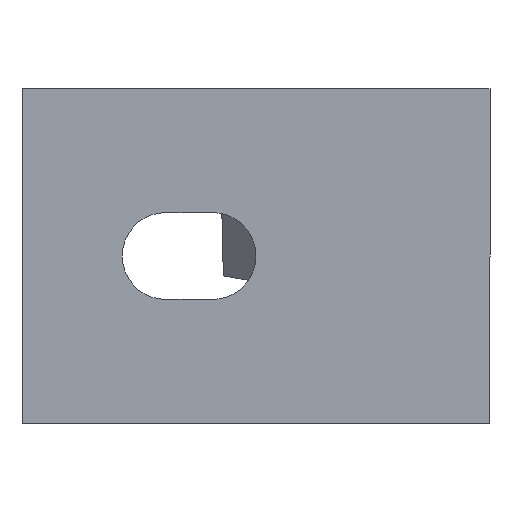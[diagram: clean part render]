
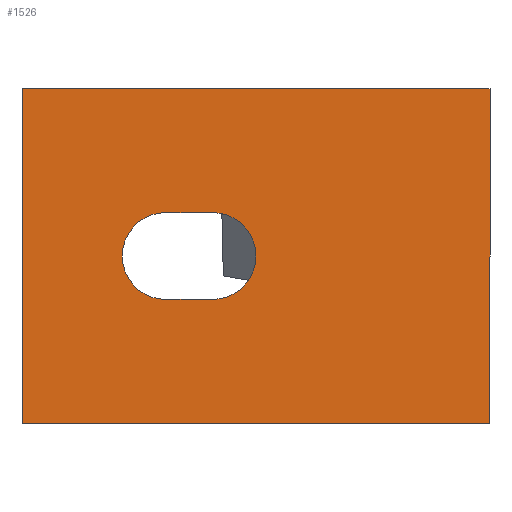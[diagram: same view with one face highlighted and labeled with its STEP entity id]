
A CAD part, left-side view. The second image highlights one B-rep face of the part: STEP entity #1526.
In plain terms, the highlighted face is planar.
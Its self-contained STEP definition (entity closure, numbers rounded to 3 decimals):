
#8 = VERTEX_POINT ( 'NONE', #222 ) ;
#17 = ORIENTED_EDGE ( 'NONE', *, *, #841, .F. ) ;
#53 = VERTEX_POINT ( 'NONE', #124 ) ;
#56 = ORIENTED_EDGE ( 'NONE', *, *, #1314, .F. ) ;
#69 = AXIS2_PLACEMENT_3D ( 'NONE', #500, #1678, #1505 ) ;
#90 = DIRECTION ( 'NONE',  ( 0., -1., 0. ) ) ;
#124 = CARTESIAN_POINT ( 'NONE',  ( 6.5, 0., 0. ) ) ;
#143 = DIRECTION ( 'NONE',  ( 0., 0., 1. ) ) ;
#170 = VECTOR ( 'NONE', #642, 1000. ) ;
#205 = DIRECTION ( 'NONE',  ( 0., -1., 0. ) ) ;
#206 = VECTOR ( 'NONE', #90, 1000. ) ;
#222 = CARTESIAN_POINT ( 'NONE',  ( 25., -48.5, 0. ) ) ;
#223 = DIRECTION ( 'NONE',  ( 1., 0., 0. ) ) ;
#228 = VERTEX_POINT ( 'NONE', #1062 ) ;
#251 = LINE ( 'NONE', #1351, #1398 ) ;
#260 = VECTOR ( 'NONE', #1754, 1000. ) ;
#263 = EDGE_LOOP ( 'NONE', ( #1144, #1401, #582, #600 ) ) ;
#264 = DIRECTION ( 'NONE',  ( 1., 0., 0. ) ) ;
#297 = ORIENTED_EDGE ( 'NONE', *, *, #587, .F. ) ;
#350 = CARTESIAN_POINT ( 'NONE',  ( 25., 21.5, 0. ) ) ;
#355 = EDGE_LOOP ( 'NONE', ( #17, #297, #736, #56 ) ) ;
#463 = LINE ( 'NONE', #1760, #206 ) ;
#487 = CARTESIAN_POINT ( 'NONE',  ( -25., -48.5, 0. ) ) ;
#492 = DIRECTION ( 'NONE',  ( -1., 0., 0. ) ) ;
#498 = CARTESIAN_POINT ( 'NONE',  ( 6.5, 0., 0. ) ) ;
#500 = CARTESIAN_POINT ( 'NONE',  ( 0., 0., 0. ) ) ;
#564 = CARTESIAN_POINT ( 'NONE',  ( -25., -48.5, 0. ) ) ;
#569 = CARTESIAN_POINT ( 'NONE',  ( 6.5, -7., 0. ) ) ;
#582 = ORIENTED_EDGE ( 'NONE', *, *, #1068, .T. ) ;
#587 = EDGE_CURVE ( 'NONE', #976, #725, #251, .T. ) ;
#598 = EDGE_CURVE ( 'NONE', #1592, #53, #1785, .T. ) ;
#600 = ORIENTED_EDGE ( 'NONE', *, *, #598, .T. ) ;
#642 = DIRECTION ( 'NONE',  ( 0., 1., 0. ) ) ;
#719 = FACE_OUTER_BOUND ( 'NONE', #355, .T. ) ;
#722 = VERTEX_POINT ( 'NONE', #1268 ) ;
#725 = VERTEX_POINT ( 'NONE', #1148 ) ;
#736 = ORIENTED_EDGE ( 'NONE', *, *, #1626, .F. ) ;
#796 = CARTESIAN_POINT ( 'NONE',  ( 25., 21.5, 0. ) ) ;
#833 = PLANE ( 'NONE',  #1426 ) ;
#841 = EDGE_CURVE ( 'NONE', #725, #1140, #1311, .T. ) ;
#853 = VECTOR ( 'NONE', #205, 1000. ) ;
#896 = CIRCLE ( 'NONE', #949, 6.5 ) ;
#945 = CARTESIAN_POINT ( 'NONE',  ( 0., -7., 0. ) ) ;
#949 = AXIS2_PLACEMENT_3D ( 'NONE', #945, #1524, #264 ) ;
#976 = VERTEX_POINT ( 'NONE', #796 ) ;
#1062 = CARTESIAN_POINT ( 'NONE',  ( -6.5, 0., 0. ) ) ;
#1068 = EDGE_CURVE ( 'NONE', #722, #1592, #896, .T. ) ;
#1140 = VERTEX_POINT ( 'NONE', #564 ) ;
#1144 = ORIENTED_EDGE ( 'NONE', *, *, #1454, .T. ) ;
#1148 = CARTESIAN_POINT ( 'NONE',  ( -25., 21.5, 0. ) ) ;
#1242 = FACE_BOUND ( 'NONE', #263, .T. ) ;
#1262 = DIRECTION ( 'NONE',  ( 1., 0., 0. ) ) ;
#1268 = CARTESIAN_POINT ( 'NONE',  ( -6.5, -7., 0. ) ) ;
#1271 = CIRCLE ( 'NONE', #69, 6.5 ) ;
#1311 = LINE ( 'NONE', #1499, #853 ) ;
#1314 = EDGE_CURVE ( 'NONE', #1140, #8, #1496, .T. ) ;
#1351 = CARTESIAN_POINT ( 'NONE',  ( -25., 21.5, 0. ) ) ;
#1369 = VECTOR ( 'NONE', #223, 1000. ) ;
#1398 = VECTOR ( 'NONE', #492, 1000. ) ;
#1401 = ORIENTED_EDGE ( 'NONE', *, *, #1725, .T. ) ;
#1426 = AXIS2_PLACEMENT_3D ( 'NONE', #1594, #143, #1262 ) ;
#1454 = EDGE_CURVE ( 'NONE', #53, #228, #1271, .T. ) ;
#1496 = LINE ( 'NONE', #487, #1369 ) ;
#1499 = CARTESIAN_POINT ( 'NONE',  ( -25., 21.5, 0. ) ) ;
#1505 = DIRECTION ( 'NONE',  ( 1., 0., 0. ) ) ;
#1524 = DIRECTION ( 'NONE',  ( 0., 0., 1. ) ) ;
#1526 = ADVANCED_FACE ( 'NONE', ( #719, #1242 ), #833, .F. ) ;
#1592 = VERTEX_POINT ( 'NONE', #569 ) ;
#1594 = CARTESIAN_POINT ( 'NONE',  ( -25., -48.5, 0. ) ) ;
#1626 = EDGE_CURVE ( 'NONE', #8, #976, #1631, .T. ) ;
#1631 = LINE ( 'NONE', #350, #260 ) ;
#1678 = DIRECTION ( 'NONE',  ( 0., 0., 1. ) ) ;
#1725 = EDGE_CURVE ( 'NONE', #228, #722, #463, .T. ) ;
#1754 = DIRECTION ( 'NONE',  ( 0., 1., 0. ) ) ;
#1760 = CARTESIAN_POINT ( 'NONE',  ( -6.5, 0., 0. ) ) ;
#1785 = LINE ( 'NONE', #498, #170 ) ;
